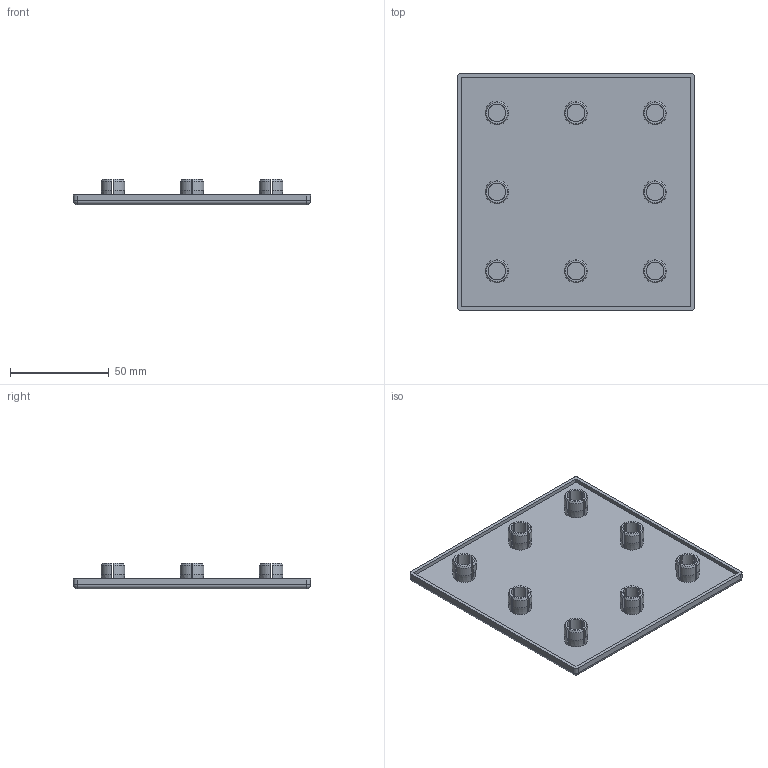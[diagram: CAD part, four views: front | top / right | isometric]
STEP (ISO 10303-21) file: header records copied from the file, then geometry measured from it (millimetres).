
FILE_DESCRIPTION(/* description */ ('Tappo 120x120'),/* implementation_level */ '2;1');
FILE_NAME(/* name */ 'CC120-120.stp',/* time_stamp */ '2022-06-17T14:04:42+02:00',/* author */ ('USER'),/* organization */ ('Microsoft'),/* preprocessor_version */ 'ST-DEVELOPER v18.1',/* originating_system */ 'Autodesk Inventor 2021',/* authorisation */ '');
FILE_SCHEMA (('AUTOMOTIVE_DESIGN { 1 0 10303 214 3 1 1 }'));
Length unit declared in the file: millimetre
Products named in the file (1): CC120-120
Bounding box: 120 x 120 x 13 mm (x, y, z)
Volume: 47900.7 mm3; surface area: 37164.2 mm2
Topology: 1 solids, 1 shells, 239 faces, 676 edges, 444 vertices
Faces by surface type: plane 147, cylinder 48, cone 40, sphere 4
Full cylindrical faces by diameter (mm): 9 x8
Entity records: 8099 total; most frequent: CARTESIAN_POINT 1900, ORIENTED_EDGE 1344, DIRECTION 1264, EDGE_CURVE 672, AXIS2_PLACEMENT_3D 480, VERTEX_POINT 444, LINE 304, VECTOR 304
